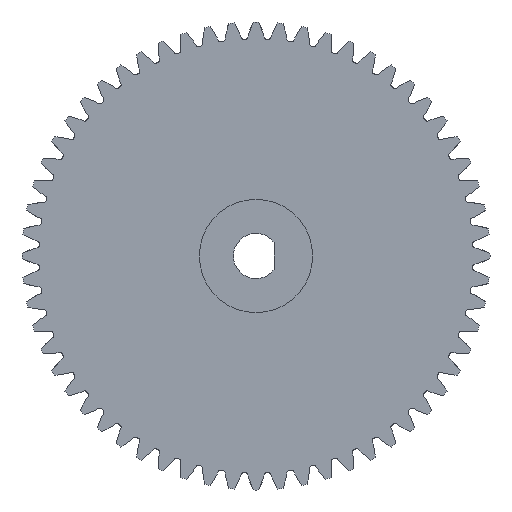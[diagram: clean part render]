
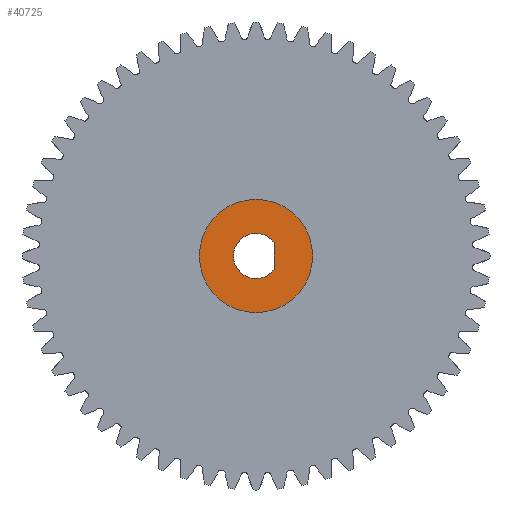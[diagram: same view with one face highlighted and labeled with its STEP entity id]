
A CAD part, left-side view. The second image highlights one B-rep face of the part: STEP entity #40725.
In plain terms, the highlighted planar face has unit normal (-1, 0, 0).
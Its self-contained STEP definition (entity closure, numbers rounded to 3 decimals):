
#15486 = CYLINDRICAL_SURFACE('',#15487,7.5);
#15487 = AXIS2_PLACEMENT_3D('',#15488,#15489,#15490);
#15488 = CARTESIAN_POINT('',(0.,0.,0.));
#15489 = DIRECTION('',(1.,0.,0.));
#15490 = DIRECTION('',(0.,0.,-1.));
#27554 = CYLINDRICAL_SURFACE('',#27555,3.);
#27555 = AXIS2_PLACEMENT_3D('',#27556,#27557,#27558);
#27556 = CARTESIAN_POINT('',(5.,0.,0.));
#27557 = DIRECTION('',(-1.,0.,0.));
#27558 = DIRECTION('',(0.,0.,-1.));
#40456 = VERTEX_POINT('',#40457);
#40457 = CARTESIAN_POINT('',(-3.,0.,-7.5));
#40478 = EDGE_CURVE('',#40456,#40456,#40479,.T.);
#40479 = SURFACE_CURVE('',#40480,(#40485,#40492),.PCURVE_S1.);
#40480 = CIRCLE('',#40481,7.5);
#40481 = AXIS2_PLACEMENT_3D('',#40482,#40483,#40484);
#40482 = CARTESIAN_POINT('',(-3.,0.,0.));
#40483 = DIRECTION('',(-1.,-0.,0.));
#40484 = DIRECTION('',(0.,0.,-1.));
#40485 = PCURVE('',#15486,#40486);
#40486 = DEFINITIONAL_REPRESENTATION('',(#40487),#40491);
#40487 = LINE('',#40488,#40489);
#40488 = CARTESIAN_POINT('',(-0.,-3.));
#40489 = VECTOR('',#40490,1.);
#40490 = DIRECTION('',(-1.,0.));
#40491 = ( GEOMETRIC_REPRESENTATION_CONTEXT(2) 
PARAMETRIC_REPRESENTATION_CONTEXT() REPRESENTATION_CONTEXT('2D SPACE',''
  ) );
#40492 = PCURVE('',#40493,#40498);
#40493 = PLANE('',#40494);
#40494 = AXIS2_PLACEMENT_3D('',#40495,#40496,#40497);
#40495 = CARTESIAN_POINT('',(-3.,-0.026,0.)
  );
#40496 = DIRECTION('',(1.,0.,0.));
#40497 = DIRECTION('',(0.,0.,1.));
#40498 = DEFINITIONAL_REPRESENTATION('',(#40499),#40507);
#40499 = ( BOUNDED_CURVE() B_SPLINE_CURVE(2,(#40500,#40501,#40502,#40503
    ,#40504,#40505,#40506),.UNSPECIFIED.,.T.,.F.) 
B_SPLINE_CURVE_WITH_KNOTS((1,2,2,2,2,1),(-2.094,0.,
    2.094,4.189,6.283,8.378),
.UNSPECIFIED.) CURVE() GEOMETRIC_REPRESENTATION_ITEM() 
RATIONAL_B_SPLINE_CURVE((1.,0.5,1.,0.5,1.,0.5,1.)) REPRESENTATION_ITEM(
  '') );
#40500 = CARTESIAN_POINT('',(-7.5,-0.026));
#40501 = CARTESIAN_POINT('',(-7.5,12.964));
#40502 = CARTESIAN_POINT('',(3.75,6.469));
#40503 = CARTESIAN_POINT('',(15.,-0.026));
#40504 = CARTESIAN_POINT('',(3.75,-6.521));
#40505 = CARTESIAN_POINT('',(-7.5,-13.016));
#40506 = CARTESIAN_POINT('',(-7.5,-0.026));
#40507 = ( GEOMETRIC_REPRESENTATION_CONTEXT(2) 
PARAMETRIC_REPRESENTATION_CONTEXT() REPRESENTATION_CONTEXT('2D SPACE',''
  ) );
#40620 = VERTEX_POINT('',#40621);
#40621 = CARTESIAN_POINT('',(-3.,-2.422,-1.771));
#40635 = PLANE('',#40636);
#40636 = AXIS2_PLACEMENT_3D('',#40637,#40638,#40639);
#40637 = CARTESIAN_POINT('',(0.,-2.422,
    1.771));
#40638 = DIRECTION('',(0.,-1.,0.));
#40639 = DIRECTION('',(0.,0.,-1.));
#40647 = EDGE_CURVE('',#40648,#40620,#40650,.T.);
#40648 = VERTEX_POINT('',#40649);
#40649 = CARTESIAN_POINT('',(-3.,-2.422,1.771));
#40650 = SURFACE_CURVE('',#40651,(#40656,#40663),.PCURVE_S1.);
#40651 = CIRCLE('',#40652,3.);
#40652 = AXIS2_PLACEMENT_3D('',#40653,#40654,#40655);
#40653 = CARTESIAN_POINT('',(-3.,0.,0.));
#40654 = DIRECTION('',(-1.,-0.,0.));
#40655 = DIRECTION('',(0.,0.,-1.));
#40656 = PCURVE('',#27554,#40657);
#40657 = DEFINITIONAL_REPRESENTATION('',(#40658),#40662);
#40658 = LINE('',#40659,#40660);
#40659 = CARTESIAN_POINT('',(0.,8.));
#40660 = VECTOR('',#40661,1.);
#40661 = DIRECTION('',(1.,0.));
#40662 = ( GEOMETRIC_REPRESENTATION_CONTEXT(2) 
PARAMETRIC_REPRESENTATION_CONTEXT() REPRESENTATION_CONTEXT('2D SPACE',''
  ) );
#40663 = PCURVE('',#40493,#40664);
#40664 = DEFINITIONAL_REPRESENTATION('',(#40665),#40673);
#40665 = ( BOUNDED_CURVE() B_SPLINE_CURVE(2,(#40666,#40667,#40668,#40669
    ,#40670,#40671,#40672),.UNSPECIFIED.,.T.,.F.) 
B_SPLINE_CURVE_WITH_KNOTS((1,2,2,2,2,1),(-2.094,0.,
    2.094,4.189,6.283,8.378),
.UNSPECIFIED.) CURVE() GEOMETRIC_REPRESENTATION_ITEM() 
RATIONAL_B_SPLINE_CURVE((1.,0.5,1.,0.5,1.,0.5,1.)) REPRESENTATION_ITEM(
  '') );
#40666 = CARTESIAN_POINT('',(-3.,-0.026));
#40667 = CARTESIAN_POINT('',(-3.,5.17));
#40668 = CARTESIAN_POINT('',(1.5,2.572));
#40669 = CARTESIAN_POINT('',(6.,-0.026));
#40670 = CARTESIAN_POINT('',(1.5,-2.624));
#40671 = CARTESIAN_POINT('',(-3.,-5.222));
#40672 = CARTESIAN_POINT('',(-3.,-0.026));
#40673 = ( GEOMETRIC_REPRESENTATION_CONTEXT(2) 
PARAMETRIC_REPRESENTATION_CONTEXT() REPRESENTATION_CONTEXT('2D SPACE',''
  ) );
#40725 = ADVANCED_FACE('',(#40726,#40729),#40493,.F.);
#40726 = FACE_BOUND('',#40727,.T.);
#40727 = EDGE_LOOP('',(#40728));
#40728 = ORIENTED_EDGE('',*,*,#40478,.T.);
#40729 = FACE_BOUND('',#40730,.F.);
#40730 = EDGE_LOOP('',(#40731,#40732));
#40731 = ORIENTED_EDGE('',*,*,#40647,.T.);
#40732 = ORIENTED_EDGE('',*,*,#40733,.F.);
#40733 = EDGE_CURVE('',#40648,#40620,#40734,.T.);
#40734 = SURFACE_CURVE('',#40735,(#40739,#40746),.PCURVE_S1.);
#40735 = LINE('',#40736,#40737);
#40736 = CARTESIAN_POINT('',(-3.,-2.422,1.771));
#40737 = VECTOR('',#40738,1.);
#40738 = DIRECTION('',(0.,0.,-1.));
#40739 = PCURVE('',#40493,#40740);
#40740 = DEFINITIONAL_REPRESENTATION('',(#40741),#40745);
#40741 = LINE('',#40742,#40743);
#40742 = CARTESIAN_POINT('',(1.771,2.395));
#40743 = VECTOR('',#40744,1.);
#40744 = DIRECTION('',(-1.,-0.));
#40745 = ( GEOMETRIC_REPRESENTATION_CONTEXT(2) 
PARAMETRIC_REPRESENTATION_CONTEXT() REPRESENTATION_CONTEXT('2D SPACE',''
  ) );
#40746 = PCURVE('',#40635,#40747);
#40747 = DEFINITIONAL_REPRESENTATION('',(#40748),#40752);
#40748 = LINE('',#40749,#40750);
#40749 = CARTESIAN_POINT('',(0.,-3.));
#40750 = VECTOR('',#40751,1.);
#40751 = DIRECTION('',(1.,0.));
#40752 = ( GEOMETRIC_REPRESENTATION_CONTEXT(2) 
PARAMETRIC_REPRESENTATION_CONTEXT() REPRESENTATION_CONTEXT('2D SPACE',''
  ) );
